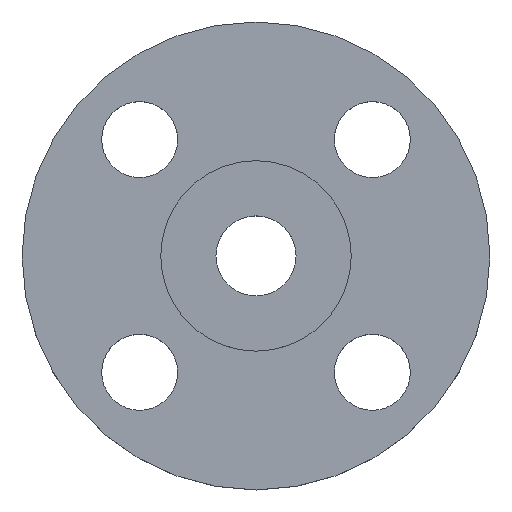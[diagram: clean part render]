
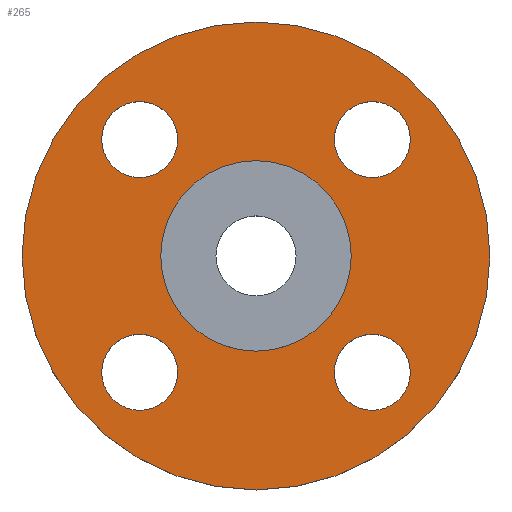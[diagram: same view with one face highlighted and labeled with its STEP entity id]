
A CAD part, top view. The second image highlights one B-rep face of the part: STEP entity #265.
In plain terms, the highlighted planar face has unit normal (0, 0, 1).
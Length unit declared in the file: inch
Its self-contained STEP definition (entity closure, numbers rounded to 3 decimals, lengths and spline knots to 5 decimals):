
#12 = EDGE_CURVE ( 'NONE', #130, #260, #98, .T. ) ;
#15 = VERTEX_POINT ( 'NONE', #235 ) ;
#22 = CIRCLE ( 'NONE', #308, 2.31 ) ;
#29 = VERTEX_POINT ( 'NONE', #54 ) ;
#35 = EDGE_LOOP ( 'NONE', ( #690, #379 ) ) ;
#40 = CARTESIAN_POINT ( 'NONE',  ( -1.14905, 1.14905, -0.25 ) ) ;
#41 = CARTESIAN_POINT ( 'NONE',  ( -2.31, 0., -0.25 ) ) ;
#45 = CARTESIAN_POINT ( 'NONE',  ( 1.14905, 1.14905, -0.25 ) ) ;
#54 = CARTESIAN_POINT ( 'NONE',  ( -1.14905, 1.52405, -0.25 ) ) ;
#59 = CARTESIAN_POINT ( 'NONE',  ( 0.94, 0., -0.25 ) ) ;
#68 = CARTESIAN_POINT ( 'NONE',  ( 1.14905, 1.14905, -0.25 ) ) ;
#83 = CIRCLE ( 'NONE', #456, 0.375 ) ;
#90 = FACE_BOUND ( 'NONE', #233, .T. ) ;
#93 = CARTESIAN_POINT ( 'NONE',  ( -0.94, 0., -0.25 ) ) ;
#95 = FACE_BOUND ( 'NONE', #35, .T. ) ;
#98 = CIRCLE ( 'NONE', #592, 0.375 ) ;
#120 = VERTEX_POINT ( 'NONE', #786 ) ;
#121 = DIRECTION ( 'NONE',  ( 0., 0., 1. ) ) ;
#123 = AXIS2_PLACEMENT_3D ( 'NONE', #723, #287, #588 ) ;
#126 = AXIS2_PLACEMENT_3D ( 'NONE', #182, #784, #486 ) ;
#130 = VERTEX_POINT ( 'NONE', #550 ) ;
#139 = EDGE_CURVE ( 'NONE', #446, #15, #214, .T. ) ;
#147 = DIRECTION ( 'NONE',  ( 0., 0., 1. ) ) ;
#148 = EDGE_CURVE ( 'NONE', #260, #130, #83, .T. ) ;
#155 = AXIS2_PLACEMENT_3D ( 'NONE', #40, #597, #358 ) ;
#182 = CARTESIAN_POINT ( 'NONE',  ( 1.14905, -1.14905, -0.25 ) ) ;
#189 = VERTEX_POINT ( 'NONE', #515 ) ;
#193 = EDGE_CURVE ( 'NONE', #189, #634, #531, .T. ) ;
#194 = CARTESIAN_POINT ( 'NONE',  ( -1.14905, 0.77405, -0.25 ) ) ;
#196 = DIRECTION ( 'NONE',  ( 0., 1., 0. ) ) ;
#197 = ORIENTED_EDGE ( 'NONE', *, *, #12, .F. ) ;
#202 = ORIENTED_EDGE ( 'NONE', *, *, #528, .F. ) ;
#214 = CIRCLE ( 'NONE', #326, 0.375 ) ;
#218 = CIRCLE ( 'NONE', #522, 0.375 ) ;
#220 = DIRECTION ( 'NONE',  ( -1., 0., 0. ) ) ;
#221 = CARTESIAN_POINT ( 'NONE',  ( -1.14905, -1.14905, -0.25 ) ) ;
#223 = DIRECTION ( 'NONE',  ( 0., 0., 1. ) ) ;
#231 = DIRECTION ( 'NONE',  ( 1., 0., 0. ) ) ;
#233 = EDGE_LOOP ( 'NONE', ( #385, #462 ) ) ;
#235 = CARTESIAN_POINT ( 'NONE',  ( 1.14905, -0.77405, -0.25 ) ) ;
#237 = CARTESIAN_POINT ( 'NONE',  ( 0., 0., -0.25 ) ) ;
#238 = AXIS2_PLACEMENT_3D ( 'NONE', #45, #775, #231 ) ;
#245 = VERTEX_POINT ( 'NONE', #194 ) ;
#260 = VERTEX_POINT ( 'NONE', #642 ) ;
#264 = ORIENTED_EDGE ( 'NONE', *, *, #276, .T. ) ;
#265 = ADVANCED_FACE ( 'NONE', ( #90, #691, #337, #576, #95, #280 ), #715, .T. ) ;
#276 = EDGE_CURVE ( 'NONE', #120, #398, #735, .T. ) ;
#279 = AXIS2_PLACEMENT_3D ( 'NONE', #526, #421, #591 ) ;
#280 = FACE_OUTER_BOUND ( 'NONE', #374, .T. ) ;
#287 = DIRECTION ( 'NONE',  ( 0., 0., 1. ) ) ;
#292 = AXIS2_PLACEMENT_3D ( 'NONE', #68, #147, #313 ) ;
#307 = ORIENTED_EDGE ( 'NONE', *, *, #778, .F. ) ;
#308 = AXIS2_PLACEMENT_3D ( 'NONE', #330, #502, #684 ) ;
#313 = DIRECTION ( 'NONE',  ( 1., 0., 0. ) ) ;
#322 = EDGE_CURVE ( 'NONE', #705, #568, #394, .T. ) ;
#325 = CARTESIAN_POINT ( 'NONE',  ( 0., 0., -0.25 ) ) ;
#326 = AXIS2_PLACEMENT_3D ( 'NONE', #356, #542, #426 ) ;
#330 = CARTESIAN_POINT ( 'NONE',  ( 0., 0., -0.25 ) ) ;
#336 = DIRECTION ( 'NONE',  ( 0., 0., -1. ) ) ;
#337 = FACE_BOUND ( 'NONE', #751, .T. ) ;
#356 = CARTESIAN_POINT ( 'NONE',  ( 1.14905, -1.14905, -0.25 ) ) ;
#358 = DIRECTION ( 'NONE',  ( 0., 1., 0. ) ) ;
#374 = EDGE_LOOP ( 'NONE', ( #264, #389 ) ) ;
#379 = ORIENTED_EDGE ( 'NONE', *, *, #322, .T. ) ;
#385 = ORIENTED_EDGE ( 'NONE', *, *, #139, .F. ) ;
#389 = ORIENTED_EDGE ( 'NONE', *, *, #675, .T. ) ;
#394 = CIRCLE ( 'NONE', #279, 0.94 ) ;
#398 = VERTEX_POINT ( 'NONE', #41 ) ;
#421 = DIRECTION ( 'NONE',  ( 0., 0., -1. ) ) ;
#423 = EDGE_CURVE ( 'NONE', #634, #189, #582, .T. ) ;
#424 = ORIENTED_EDGE ( 'NONE', *, *, #193, .F. ) ;
#426 = DIRECTION ( 'NONE',  ( 0., -1., 0. ) ) ;
#431 = CARTESIAN_POINT ( 'NONE',  ( -1.14905, 1.14905, -0.25 ) ) ;
#438 = CIRCLE ( 'NONE', #126, 0.375 ) ;
#446 = VERTEX_POINT ( 'NONE', #737 ) ;
#456 = AXIS2_PLACEMENT_3D ( 'NONE', #697, #511, #220 ) ;
#460 = DIRECTION ( 'NONE',  ( 1., 0., 0. ) ) ;
#462 = ORIENTED_EDGE ( 'NONE', *, *, #569, .F. ) ;
#465 = DIRECTION ( 'NONE',  ( 0., 0., 1. ) ) ;
#473 = EDGE_LOOP ( 'NONE', ( #574, #197 ) ) ;
#486 = DIRECTION ( 'NONE',  ( 0., -1., 0. ) ) ;
#491 = ORIENTED_EDGE ( 'NONE', *, *, #423, .F. ) ;
#502 = DIRECTION ( 'NONE',  ( 0., 0., 1. ) ) ;
#511 = DIRECTION ( 'NONE',  ( 0., 0., 1. ) ) ;
#515 = CARTESIAN_POINT ( 'NONE',  ( 1.52405, 1.14905, -0.25 ) ) ;
#522 = AXIS2_PLACEMENT_3D ( 'NONE', #431, #121, #196 ) ;
#526 = CARTESIAN_POINT ( 'NONE',  ( 0., 0., -0.25 ) ) ;
#528 = EDGE_CURVE ( 'NONE', #29, #245, #218, .T. ) ;
#531 = CIRCLE ( 'NONE', #292, 0.375 ) ;
#542 = DIRECTION ( 'NONE',  ( 0., 0., 1. ) ) ;
#550 = CARTESIAN_POINT ( 'NONE',  ( -0.77405, -1.14905, -0.25 ) ) ;
#558 = AXIS2_PLACEMENT_3D ( 'NONE', #325, #336, #460 ) ;
#568 = VERTEX_POINT ( 'NONE', #59 ) ;
#569 = EDGE_CURVE ( 'NONE', #15, #446, #438, .T. ) ;
#574 = ORIENTED_EDGE ( 'NONE', *, *, #148, .F. ) ;
#576 = FACE_BOUND ( 'NONE', #608, .T. ) ;
#582 = CIRCLE ( 'NONE', #238, 0.375 ) ;
#588 = DIRECTION ( 'NONE',  ( 1., 0., 0. ) ) ;
#591 = DIRECTION ( 'NONE',  ( 1., 0., 0. ) ) ;
#592 = AXIS2_PLACEMENT_3D ( 'NONE', #221, #465, #648 ) ;
#597 = DIRECTION ( 'NONE',  ( 0., 0., 1. ) ) ;
#598 = DIRECTION ( 'NONE',  ( 1., 0., 0. ) ) ;
#608 = EDGE_LOOP ( 'NONE', ( #424, #491 ) ) ;
#634 = VERTEX_POINT ( 'NONE', #744 ) ;
#642 = CARTESIAN_POINT ( 'NONE',  ( -1.52405, -1.14905, -0.25 ) ) ;
#648 = DIRECTION ( 'NONE',  ( -1., 0., 0. ) ) ;
#654 = EDGE_CURVE ( 'NONE', #568, #705, #765, .T. ) ;
#658 = AXIS2_PLACEMENT_3D ( 'NONE', #237, #223, #598 ) ;
#675 = EDGE_CURVE ( 'NONE', #398, #120, #22, .T. ) ;
#684 = DIRECTION ( 'NONE',  ( 1., 0., 0. ) ) ;
#690 = ORIENTED_EDGE ( 'NONE', *, *, #654, .T. ) ;
#691 = FACE_BOUND ( 'NONE', #473, .T. ) ;
#697 = CARTESIAN_POINT ( 'NONE',  ( -1.14905, -1.14905, -0.25 ) ) ;
#705 = VERTEX_POINT ( 'NONE', #93 ) ;
#715 = PLANE ( 'NONE',  #658 ) ;
#723 = CARTESIAN_POINT ( 'NONE',  ( 0., 0., -0.25 ) ) ;
#729 = CIRCLE ( 'NONE', #155, 0.375 ) ;
#735 = CIRCLE ( 'NONE', #123, 2.31 ) ;
#737 = CARTESIAN_POINT ( 'NONE',  ( 1.14905, -1.52405, -0.25 ) ) ;
#744 = CARTESIAN_POINT ( 'NONE',  ( 0.77405, 1.14905, -0.25 ) ) ;
#751 = EDGE_LOOP ( 'NONE', ( #202, #307 ) ) ;
#765 = CIRCLE ( 'NONE', #558, 0.94 ) ;
#775 = DIRECTION ( 'NONE',  ( 0., 0., 1. ) ) ;
#778 = EDGE_CURVE ( 'NONE', #245, #29, #729, .T. ) ;
#784 = DIRECTION ( 'NONE',  ( 0., 0., 1. ) ) ;
#786 = CARTESIAN_POINT ( 'NONE',  ( 2.31, 0., -0.25 ) ) ;
